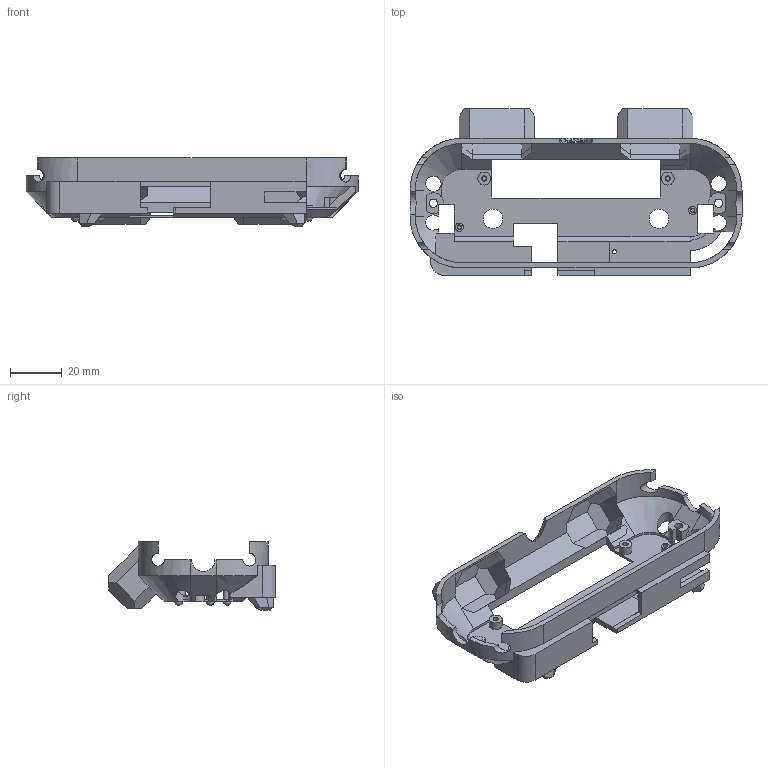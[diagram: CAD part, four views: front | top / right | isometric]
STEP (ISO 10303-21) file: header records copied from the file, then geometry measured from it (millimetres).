
FILE_DESCRIPTION(/* description */ (''),/* implementation_level */ '2;1');
FILE_NAME(/* name */ 'shell.step',/* time_stamp */ '2024-04-18T19:18:45+01:00',/* author */ (''),/* organization */ (''),/* preprocessor_version */ 'ST-DEVELOPER v20',/* originating_system */ 'Autodesk Translation Framework v12.20.1.177',/* authorisation */ '');
FILE_SCHEMA (('AUTOMOTIVE_DESIGN { 1 0 10303 214 3 1 1 }'));
Length unit declared in the file: millimetre
Products named in the file (1): Fusion-Komponente
Bounding box: 128 x 64.22 x 26.25 mm (x, y, z)
Volume: 19587.8 mm3; surface area: 25229.2 mm2
Topology: 5 solids, 5 shells, 512 faces, 1297 edges, 787 vertices
Faces by surface type: plane 440, cylinder 53, cone 14, sphere 4, bspline 1
Full cylindrical faces by diameter (mm): 1.5 x5, 1.75 x2, 2 x2, 3.2 x4, 5 x2, 6 x2, 7.5 x2
Entity records: 15376 total; most frequent: CARTESIAN_POINT 3133, ORIENTED_EDGE 2586, DIRECTION 2405, EDGE_CURVE 1293, LINE 1093, VECTOR 1093, VERTEX_POINT 787, AXIS2_PLACEMENT_3D 656
